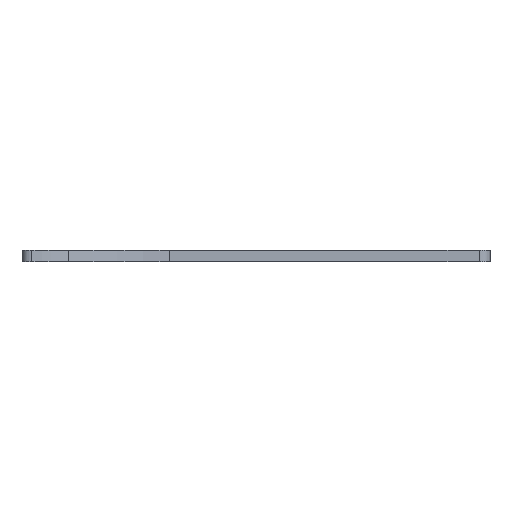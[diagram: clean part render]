
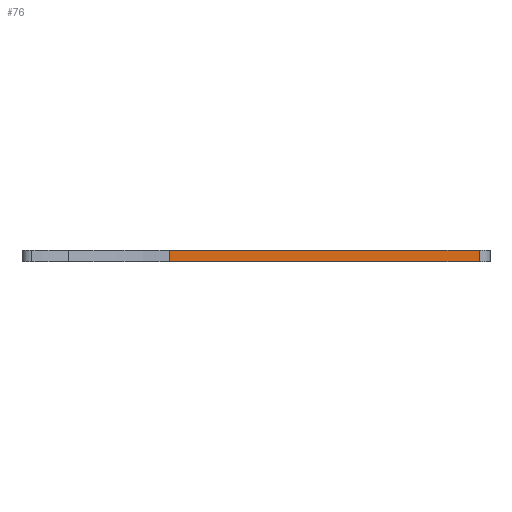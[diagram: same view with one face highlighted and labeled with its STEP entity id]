
A CAD part, front view. The second image highlights one B-rep face of the part: STEP entity #76.
In plain terms, the highlighted planar face has unit normal (0.018, -1, 0).
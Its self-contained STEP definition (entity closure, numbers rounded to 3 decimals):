
#76 = ADVANCED_FACE( '', ( #188 ), #189, .F. );
#188 = FACE_OUTER_BOUND( '', #336, .T. );
#189 = PLANE( '', #337 );
#336 = EDGE_LOOP( '', ( #493, #494, #495, #496 ) );
#337 = AXIS2_PLACEMENT_3D( '', #497, #498, #499 );
#493 = ORIENTED_EDGE( '', *, *, #930, .T. );
#494 = ORIENTED_EDGE( '', *, *, #931, .T. );
#495 = ORIENTED_EDGE( '', *, *, #932, .F. );
#496 = ORIENTED_EDGE( '', *, *, #933, .T. );
#497 = CARTESIAN_POINT( '', ( 250., -13., 6. ) );
#498 = DIRECTION( '', ( -0.017, 1., 0. ) );
#499 = DIRECTION( '', ( -1., -0.017, 0. ) );
#930 = EDGE_CURVE( '', #1119, #1120, #1121, .T. );
#931 = EDGE_CURVE( '', #1120, #1122, #1123, .T. );
#932 = EDGE_CURVE( '', #1124, #1122, #1125, .T. );
#933 = EDGE_CURVE( '', #1124, #1119, #1126, .T. );
#1119 = VERTEX_POINT( '', #1394 );
#1120 = VERTEX_POINT( '', #1395 );
#1121 = LINE( '', #1396, #1397 );
#1122 = VERTEX_POINT( '', #1398 );
#1123 = LINE( '', #1399, #1400 );
#1124 = VERTEX_POINT( '', #1401 );
#1125 = LINE( '', #1402, #1403 );
#1126 = LINE( '', #1404, #1405 );
#1394 = CARTESIAN_POINT( '', ( 76.622, -16.026, 0. ) );
#1395 = CARTESIAN_POINT( '', ( 244.105, -13.103, 0. ) );
#1396 = CARTESIAN_POINT( '', ( 250., -13., 0. ) );
#1397 = VECTOR( '', #1706, 1000. );
#1398 = CARTESIAN_POINT( '', ( 244.105, -13.103, 6. ) );
#1399 = CARTESIAN_POINT( '', ( 244.105, -13.103, -259.311 ) );
#1400 = VECTOR( '', #1707, 1000. );
#1401 = CARTESIAN_POINT( '', ( 76.622, -16.026, 6. ) );
#1402 = CARTESIAN_POINT( '', ( 250., -13., 6. ) );
#1403 = VECTOR( '', #1708, 1000. );
#1404 = CARTESIAN_POINT( '', ( 76.622, -16.026, 6. ) );
#1405 = VECTOR( '', #1709, 1000. );
#1706 = DIRECTION( '', ( 1., 0.017, 0. ) );
#1707 = DIRECTION( '', ( 0., 0., 1. ) );
#1708 = DIRECTION( '', ( 1., 0.017, 0. ) );
#1709 = DIRECTION( '', ( 0., 0., -1. ) );
